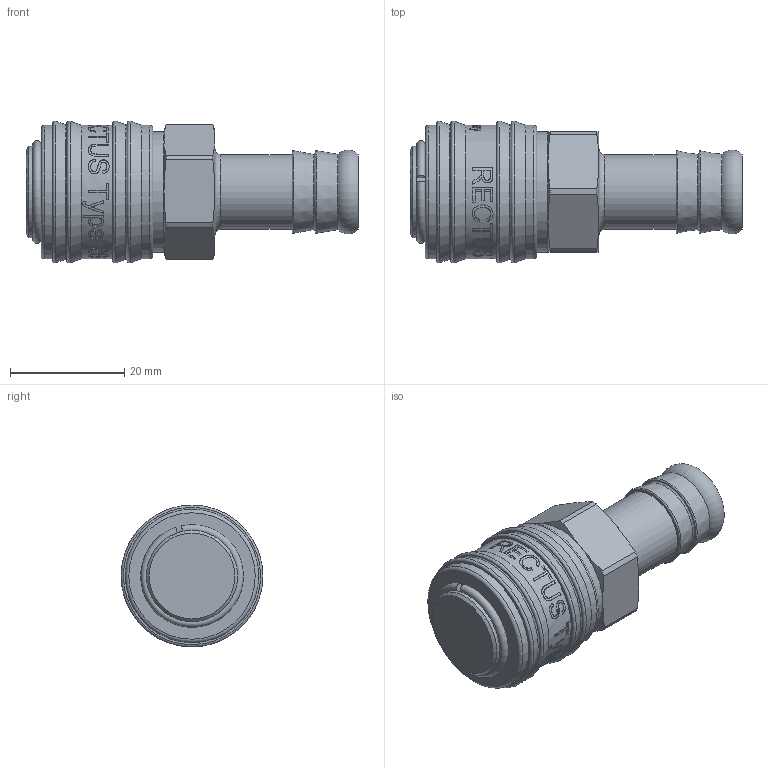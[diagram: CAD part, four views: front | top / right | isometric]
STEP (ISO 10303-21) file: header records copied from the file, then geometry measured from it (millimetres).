
FILE_DESCRIPTION((''),'2;1');
FILE_NAME('26kbtf13mpx.stp','2013-02-11T09:44:07',('IA176480'),(''),'Autodesk Inventor 2011','Autodesk Inventor 2011','');
FILE_SCHEMA(('AUTOMOTIVE_DESIGN { 1 0 10303 214 1 1 1 1 }'));
Length unit declared in the file: millimetre
Products named in the file (1): D105577
Bounding box: 58 x 24.8 x 24.8 mm (x, y, z)
Volume: 15030.8 mm3; surface area: 7675.9 mm2
Topology: 3 solids, 4 shells, 462 faces, 1201 edges, 791 vertices
Faces by surface type: bspline 189, plane 175, cylinder 59, cone 23, torus 16
Full cylindrical faces by diameter (mm): 13.1 x1, 14.95 x1, 15.95 x2, 16.1 x1, 16.65 x1, 17 x1, 18 x2, 21 x1, 21.1 x1, 23.3 x3
Entity records: 62756 total; most frequent: CARTESIAN_POINT 52670, ORIENTED_EDGE 2296, DIRECTION 1337, EDGE_CURVE 1148, VERTEX_POINT 778, EDGE_LOOP 550, B_SPLINE_CURVE_WITH_KNOTS 517, FACE_OUTER_BOUND 460
